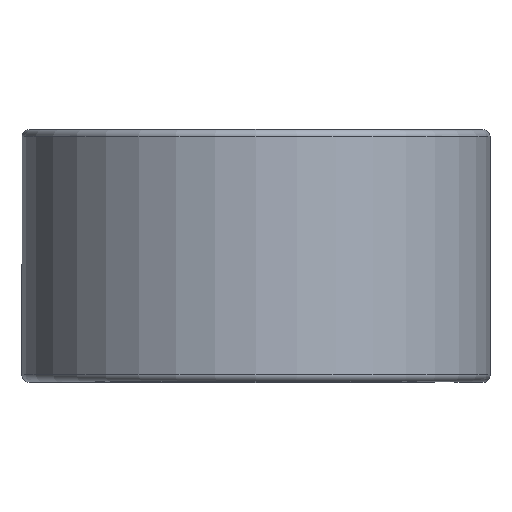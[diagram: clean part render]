
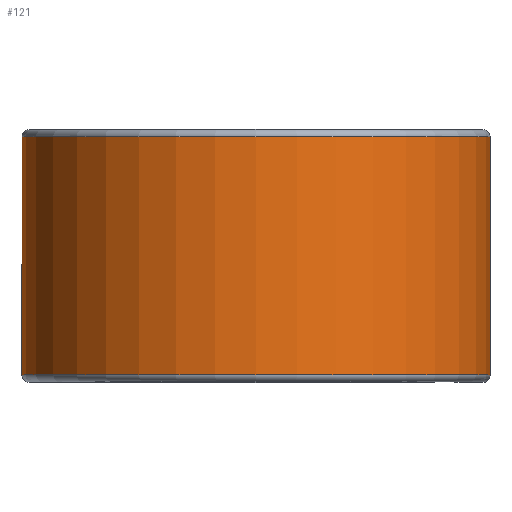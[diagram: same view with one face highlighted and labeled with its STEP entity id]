
A CAD part, top view. The second image highlights one B-rep face of the part: STEP entity #121.
In plain terms, the highlighted cylindrical face has radius 25.032 mm (diameter 50.063 mm), a partial arc.
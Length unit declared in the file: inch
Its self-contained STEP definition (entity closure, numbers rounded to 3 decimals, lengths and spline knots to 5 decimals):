
#121 = ADVANCED_FACE ( 'NONE', ( #1904 ), #2270, .T. ) ;
#127 = CARTESIAN_POINT ( 'NONE',  ( 0., 0.50125, -0.9855 ) ) ;
#142 = EDGE_CURVE ( 'NONE', #474, #1367, #2368, .T. ) ;
#146 = CARTESIAN_POINT ( 'NONE',  ( 0., -0.50125, -0.9855 ) ) ;
#172 = ORIENTED_EDGE ( 'NONE', *, *, #1192, .T. ) ;
#315 = VECTOR ( 'NONE', #1046, 39.37008 ) ;
#373 = CARTESIAN_POINT ( 'NONE',  ( 0.9855, 0.50125, 0. ) ) ;
#384 = CARTESIAN_POINT ( 'NONE',  ( 0., -0.50125, 0. ) ) ;
#402 = DIRECTION ( 'NONE',  ( 0., 0., -1. ) ) ;
#474 = VERTEX_POINT ( 'NONE', #2077 ) ;
#576 = LINE ( 'NONE', #1952, #2300 ) ;
#584 = DIRECTION ( 'NONE',  ( 0., 0., -1. ) ) ;
#785 = DIRECTION ( 'NONE',  ( 0., 1., 0. ) ) ;
#909 = AXIS2_PLACEMENT_3D ( 'NONE', #1896, #1794, #1486 ) ;
#1034 = CARTESIAN_POINT ( 'NONE',  ( 0., 0.50125, 0. ) ) ;
#1046 = DIRECTION ( 'NONE',  ( 0., 1., 0. ) ) ;
#1067 = CIRCLE ( 'NONE', #1148, 0.9855 ) ;
#1081 = ORIENTED_EDGE ( 'NONE', *, *, #142, .T. ) ;
#1123 = EDGE_LOOP ( 'NONE', ( #1081, #172, #1566, #1217 ) ) ;
#1148 = AXIS2_PLACEMENT_3D ( 'NONE', #1034, #2374, #402 ) ;
#1192 = EDGE_CURVE ( 'NONE', #1367, #1624, #1067, .T. ) ;
#1217 = ORIENTED_EDGE ( 'NONE', *, *, #1762, .F. ) ;
#1292 = CIRCLE ( 'NONE', #2238, 0.9855 ) ;
#1367 = VERTEX_POINT ( 'NONE', #2121 ) ;
#1486 = DIRECTION ( 'NONE',  ( 0., 0., -1. ) ) ;
#1566 = ORIENTED_EDGE ( 'NONE', *, *, #1760, .F. ) ;
#1624 = VERTEX_POINT ( 'NONE', #127 ) ;
#1760 = EDGE_CURVE ( 'NONE', #2295, #1624, #576, .T. ) ;
#1762 = EDGE_CURVE ( 'NONE', #474, #2295, #1292, .T. ) ;
#1766 = DIRECTION ( 'NONE',  ( 0., -1., 0. ) ) ;
#1794 = DIRECTION ( 'NONE',  ( 0., -1., 0. ) ) ;
#1896 = CARTESIAN_POINT ( 'NONE',  ( 0., 0.5, 0. ) ) ;
#1904 = FACE_OUTER_BOUND ( 'NONE', #1123, .T. ) ;
#1952 = CARTESIAN_POINT ( 'NONE',  ( 0., 0.50125, -0.9855 ) ) ;
#2077 = CARTESIAN_POINT ( 'NONE',  ( 0.9855, -0.50125, 0. ) ) ;
#2121 = CARTESIAN_POINT ( 'NONE',  ( 0.9855, 0.50125, 0. ) ) ;
#2238 = AXIS2_PLACEMENT_3D ( 'NONE', #384, #1766, #584 ) ;
#2270 = CYLINDRICAL_SURFACE ( 'NONE', #909, 0.9855 ) ;
#2295 = VERTEX_POINT ( 'NONE', #146 ) ;
#2300 = VECTOR ( 'NONE', #785, 39.37008 ) ;
#2368 = LINE ( 'NONE', #373, #315 ) ;
#2374 = DIRECTION ( 'NONE',  ( 0., -1., 0. ) ) ;
